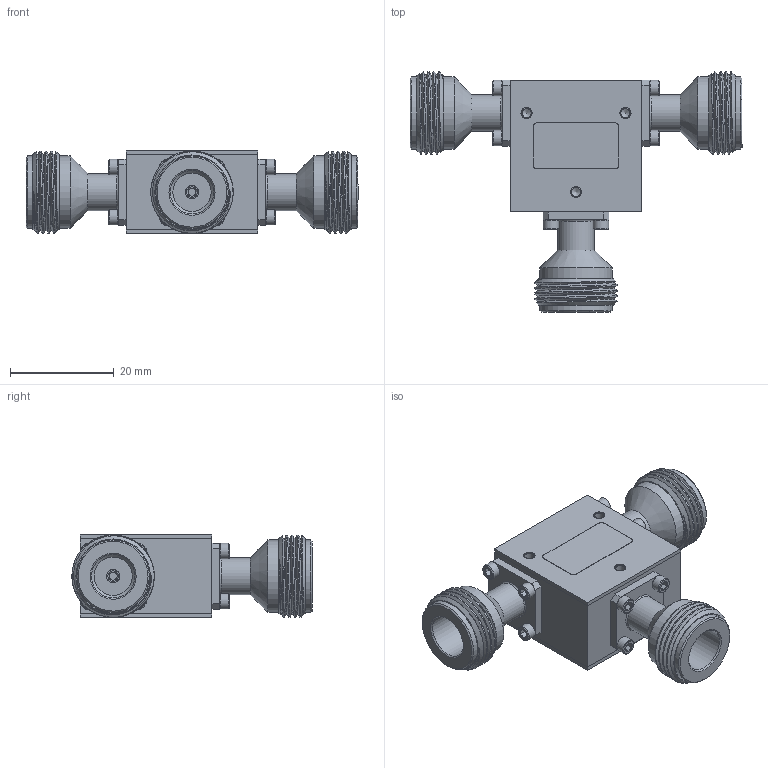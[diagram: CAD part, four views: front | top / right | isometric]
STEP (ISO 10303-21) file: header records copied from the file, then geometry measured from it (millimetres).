
FILE_DESCRIPTION (( 'STEP AP203' ), '1' );
FILE_NAME ('PE83CR1007_3D.step', '2022-03-31T14:19:54', ( '' ), ( '' ), 'SwSTEP 2.0', 'SolidWorks 2021', '' );
FILE_SCHEMA (( 'CONFIG_CONTROL_DESIGN' ));
Length unit declared in the file: inch
Products named in the file (1): PE83CR1007_3D
Bounding box: 64.02 x 46.3 x 16.08 mm (x, y, z)
Volume: 15446.6 mm3; surface area: 7513.1 mm2
Topology: 1 solids, 1 shells, 407 faces, 884 edges, 526 vertices
Faces by surface type: plane 211, cone 132, cylinder 52, bspline 9, torus 3
Full cylindrical faces by diameter (mm): 1.524 x3, 1.778 x6, 2.184 x6, 2.54 x3, 2.997 x12, 7.112 x3, 7.366 x3, 8.382 x3, 13.971 x6
Entity records: 14390 total; most frequent: CARTESIAN_POINT 6191, DIRECTION 1694, ORIENTED_EDGE 1506, EDGE_CURVE 753, AXIS2_PLACEMENT_3D 668, EDGE_LOOP 550, VERTEX_POINT 491, FACE_OUTER_BOUND 455
